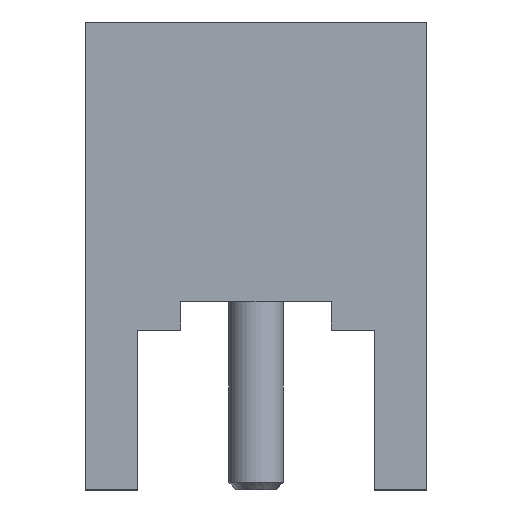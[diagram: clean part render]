
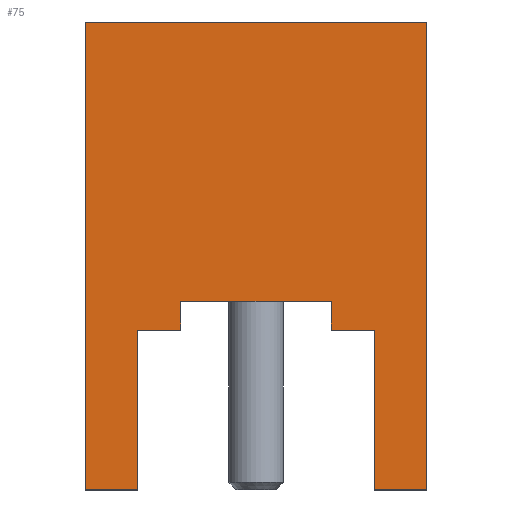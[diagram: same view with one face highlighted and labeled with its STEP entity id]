
A CAD part, top view. The second image highlights one B-rep face of the part: STEP entity #75.
In plain terms, the highlighted planar face has unit normal (0, 0, 1).
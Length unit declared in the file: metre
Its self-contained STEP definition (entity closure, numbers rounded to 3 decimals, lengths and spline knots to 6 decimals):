
#75 = ADVANCED_FACE( '', ( #169 ), #170, .T. );
#169 = FACE_OUTER_BOUND( '', #293, .T. );
#170 = PLANE( '', #294 );
#293 = EDGE_LOOP( '', ( #558, #559, #560, #561, #562, #563, #564, #565, #566, #567, #568, #569 ) );
#294 = AXIS2_PLACEMENT_3D( '', #570, #571, #572 );
#558 = ORIENTED_EDGE( '', *, *, #798, .F. );
#559 = ORIENTED_EDGE( '', *, *, #786, .F. );
#560 = ORIENTED_EDGE( '', *, *, #752, .T. );
#561 = ORIENTED_EDGE( '', *, *, #799, .F. );
#562 = ORIENTED_EDGE( '', *, *, #800, .T. );
#563 = ORIENTED_EDGE( '', *, *, #778, .F. );
#564 = ORIENTED_EDGE( '', *, *, #759, .T. );
#565 = ORIENTED_EDGE( '', *, *, #771, .F. );
#566 = ORIENTED_EDGE( '', *, *, #718, .T. );
#567 = ORIENTED_EDGE( '', *, *, #775, .F. );
#568 = ORIENTED_EDGE( '', *, *, #754, .F. );
#569 = ORIENTED_EDGE( '', *, *, #801, .F. );
#570 = CARTESIAN_POINT( '', ( 0., 0., 0.002997 ) );
#571 = DIRECTION( '', ( 0., 0., 1. ) );
#572 = DIRECTION( '', ( 1., 0., 0. ) );
#718 = EDGE_CURVE( '', #831, #829, #832, .T. );
#752 = EDGE_CURVE( '', #896, #894, #897, .T. );
#754 = EDGE_CURVE( '', #899, #900, #901, .T. );
#759 = EDGE_CURVE( '', #909, #907, #910, .T. );
#771 = EDGE_CURVE( '', #831, #907, #930, .T. );
#775 = EDGE_CURVE( '', #900, #829, #935, .T. );
#778 = EDGE_CURVE( '', #909, #937, #939, .T. );
#786 = EDGE_CURVE( '', #896, #953, #954, .T. );
#798 = EDGE_CURVE( '', #953, #972, #973, .T. );
#799 = EDGE_CURVE( '', #974, #894, #975, .T. );
#800 = EDGE_CURVE( '', #974, #937, #976, .T. );
#801 = EDGE_CURVE( '', #972, #899, #977, .T. );
#829 = VERTEX_POINT( '', #1016 );
#831 = VERTEX_POINT( '', #1019 );
#832 = LINE( '', #1020, #1021 );
#894 = VERTEX_POINT( '', #1110 );
#896 = VERTEX_POINT( '', #1113 );
#897 = LINE( '', #1114, #1115 );
#899 = VERTEX_POINT( '', #1118 );
#900 = VERTEX_POINT( '', #1119 );
#901 = LINE( '', #1120, #1121 );
#907 = VERTEX_POINT( '', #1130 );
#909 = VERTEX_POINT( '', #1133 );
#910 = LINE( '', #1134, #1135 );
#930 = LINE( '', #1166, #1167 );
#935 = LINE( '', #1174, #1175 );
#937 = VERTEX_POINT( '', #1178 );
#939 = LINE( '', #1181, #1182 );
#953 = VERTEX_POINT( '', #1197 );
#954 = LINE( '', #1198, #1199 );
#972 = VERTEX_POINT( '', #1224 );
#973 = LINE( '', #1225, #1226 );
#974 = VERTEX_POINT( '', #1227 );
#975 = LINE( '', #1228, #1229 );
#976 = LINE( '', #1230, #1231 );
#977 = LINE( '', #1232, #1233 );
#1016 = CARTESIAN_POINT( '', ( -0.002997, -0.005791, 0.002997 ) );
#1019 = CARTESIAN_POINT( '', ( -0.002997, 0.002413, 0.002997 ) );
#1020 = CARTESIAN_POINT( '', ( -0.002997, 0.002413, 0.002997 ) );
#1021 = VECTOR( '', #1273, 1. );
#1110 = CARTESIAN_POINT( '', ( 0.001321, -0.002997, 0.002997 ) );
#1113 = CARTESIAN_POINT( '', ( 0.001321, -0.002489, 0.002997 ) );
#1114 = CARTESIAN_POINT( '', ( 0.001321, -0.002489, 0.002997 ) );
#1115 = VECTOR( '', #1317, 1. );
#1118 = CARTESIAN_POINT( '', ( -0.002083, -0.002997, 0.002997 ) );
#1119 = CARTESIAN_POINT( '', ( -0.002083, -0.005791, 0.002997 ) );
#1120 = CARTESIAN_POINT( '', ( -0.002083, -0.002997, 0.002997 ) );
#1121 = VECTOR( '', #1319, 1. );
#1130 = CARTESIAN_POINT( '', ( 0.002997, 0.002413, 0.002997 ) );
#1133 = CARTESIAN_POINT( '', ( 0.002997, -0.005791, 0.002997 ) );
#1134 = CARTESIAN_POINT( '', ( 0.002997, -0.005791, 0.002997 ) );
#1135 = VECTOR( '', #1324, 1. );
#1166 = CARTESIAN_POINT( '', ( -0.002997, 0.002413, 0.002997 ) );
#1167 = VECTOR( '', #1336, 1. );
#1174 = CARTESIAN_POINT( '', ( -0.002083, -0.005791, 0.002997 ) );
#1175 = VECTOR( '', #1342, 1. );
#1178 = CARTESIAN_POINT( '', ( 0.002083, -0.005791, 0.002997 ) );
#1181 = CARTESIAN_POINT( '', ( 0.002997, -0.005791, 0.002997 ) );
#1182 = VECTOR( '', #1345, 1. );
#1197 = CARTESIAN_POINT( '', ( -0.001321, -0.002489, 0.002997 ) );
#1198 = CARTESIAN_POINT( '', ( 0.001321, -0.002489, 0.002997 ) );
#1199 = VECTOR( '', #1365, 1. );
#1224 = CARTESIAN_POINT( '', ( -0.001321, -0.002997, 0.002997 ) );
#1225 = CARTESIAN_POINT( '', ( -0.001321, -0.002489, 0.002997 ) );
#1226 = VECTOR( '', #1385, 1. );
#1227 = CARTESIAN_POINT( '', ( 0.002083, -0.002997, 0.002997 ) );
#1228 = CARTESIAN_POINT( '', ( 0.002083, -0.002997, 0.002997 ) );
#1229 = VECTOR( '', #1386, 1. );
#1230 = CARTESIAN_POINT( '', ( 0.002083, -0.002997, 0.002997 ) );
#1231 = VECTOR( '', #1387, 1. );
#1232 = CARTESIAN_POINT( '', ( -0.001321, -0.002997, 0.002997 ) );
#1233 = VECTOR( '', #1388, 1. );
#1273 = DIRECTION( '', ( 0., -1., 0. ) );
#1317 = DIRECTION( '', ( 0., -1., 0. ) );
#1319 = DIRECTION( '', ( 0., -1., 0. ) );
#1324 = DIRECTION( '', ( 0., 1., 0. ) );
#1336 = DIRECTION( '', ( 1., 0., 0. ) );
#1342 = DIRECTION( '', ( -1., 0., 0. ) );
#1345 = DIRECTION( '', ( -1., 0., 0. ) );
#1365 = DIRECTION( '', ( -1., 0., 0. ) );
#1385 = DIRECTION( '', ( 0., -1., 0. ) );
#1386 = DIRECTION( '', ( -1., 0., 0. ) );
#1387 = DIRECTION( '', ( 0., -1., 0. ) );
#1388 = DIRECTION( '', ( -1., 0., 0. ) );
